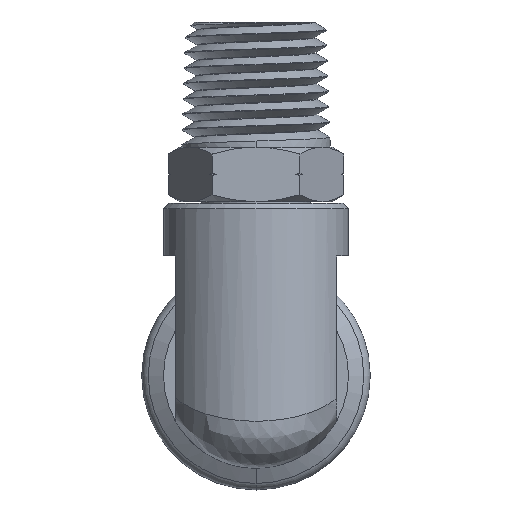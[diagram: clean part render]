
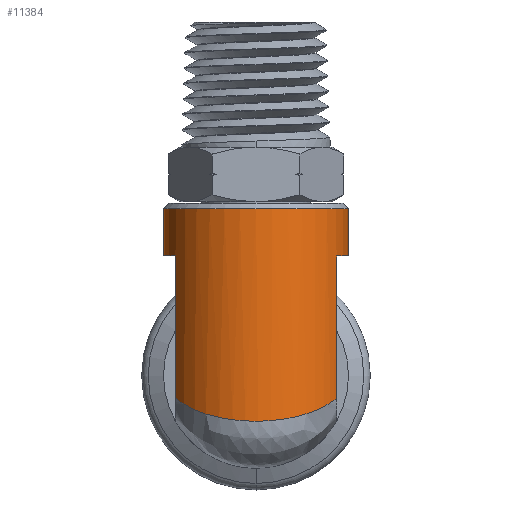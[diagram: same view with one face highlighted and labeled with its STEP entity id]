
A CAD part, front view. The second image highlights one B-rep face of the part: STEP entity #11384.
In plain terms, the highlighted cylindrical face has radius 8.5 mm (diameter 17 mm), a partial arc.
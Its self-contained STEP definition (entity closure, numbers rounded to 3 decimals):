
#1024 = VERTEX_POINT ( 'NONE', #10717 ) ;
#1461 = AXIS2_PLACEMENT_3D ( 'NONE', #21612, #6812, #24096 ) ;
#1596 = ORIENTED_EDGE ( 'NONE', *, *, #20710, .F. ) ;
#2365 = CARTESIAN_POINT ( 'NONE',  ( -7.401, -18.48, 11. ) ) ;
#2547 = CARTESIAN_POINT ( 'NONE',  ( 0., -14.3, 11. ) ) ;
#2812 = AXIS2_PLACEMENT_3D ( 'NONE', #2547, #19825, #5045 ) ;
#4064 = LINE ( 'NONE', #4331, #16436 ) ;
#4331 = CARTESIAN_POINT ( 'NONE',  ( 8.5, -14.3, 11. ) ) ;
#4988 = CARTESIAN_POINT ( 'NONE',  ( 0., -14.3, 15.35 ) ) ;
#5045 = DIRECTION ( 'NONE',  ( 1., 0., 0. ) ) ;
#5363 = LINE ( 'NONE', #2365, #11928 ) ;
#5502 = EDGE_CURVE ( 'NONE', #6452, #18833, #5363, .T. ) ;
#5832 = EDGE_CURVE ( 'NONE', #15523, #1024, #10310, .T. ) ;
#5931 = EDGE_CURVE ( 'NONE', #18833, #24621, #15733, .T. ) ;
#6260 = ORIENTED_EDGE ( 'NONE', *, *, #28315, .T. ) ;
#6452 = VERTEX_POINT ( 'NONE', #30129 ) ;
#6812 = DIRECTION ( 'NONE',  ( 0., 0., 1. ) ) ;
#6964 = EDGE_CURVE ( 'NONE', #1024, #26964, #28030, .T. ) ;
#7441 = DIRECTION ( 'NONE',  ( 1., 0., 0. ) ) ;
#7574 = VERTEX_POINT ( 'NONE', #30737 ) ;
#7964 = CARTESIAN_POINT ( 'NONE',  ( -3.731, -24.978, -5.251 ) ) ;
#8218 = AXIS2_PLACEMENT_3D ( 'NONE', #4988, #22248, #7441 ) ;
#8937 = CARTESIAN_POINT ( 'NONE',  ( -7.401, -18.48, -2.056 ) ) ;
#9552 = CARTESIAN_POINT ( 'NONE',  ( -8.5, -14.3, 11. ) ) ;
#10310 = CIRCLE ( 'NONE', #8218, 8.5 ) ;
#10395 = VECTOR ( 'NONE', #29969, 1000. ) ;
#10442 = CARTESIAN_POINT ( 'NONE',  ( 7.401, -18.48, -2.056 ) ) ;
#10717 = CARTESIAN_POINT ( 'NONE',  ( -8.5, -14.3, 15.35 ) ) ;
#10828 = DIRECTION ( 'NONE',  ( 0., 0., -1. ) ) ;
#11384 = ADVANCED_FACE ( 'NONE', ( #20255 ), #30253, .T. ) ;
#11928 = VECTOR ( 'NONE', #17190, 1000. ) ;
#12626 = CIRCLE ( 'NONE', #1461, 8.5 ) ;
#13378 = EDGE_CURVE ( 'NONE', #7574, #24621, #17804, .T. ) ;
#13916 = AXIS2_PLACEMENT_3D ( 'NONE', #14063, #13950, #24000 ) ;
#13950 = DIRECTION ( 'NONE',  ( 0., 0., -1. ) ) ;
#14063 = CARTESIAN_POINT ( 'NONE',  ( 0., -14.3, 11. ) ) ;
#14217 = ORIENTED_EDGE ( 'NONE', *, *, #6964, .T. ) ;
#14942 = VECTOR ( 'NONE', #10828, 1000. ) ;
#15262 = ORIENTED_EDGE ( 'NONE', *, *, #5502, .T. ) ;
#15523 = VERTEX_POINT ( 'NONE', #23581 ) ;
#15733 =( BOUNDED_CURVE ( )  B_SPLINE_CURVE ( 3, ( #25233, #7964, #22775, #10442 ),
 .UNSPECIFIED., .F., .F. ) 
 B_SPLINE_CURVE_WITH_KNOTS ( ( 4, 4 ),
 ( 5.227, 7.34 ),
 .UNSPECIFIED. ) 
 CURVE ( )  GEOMETRIC_REPRESENTATION_ITEM ( )  RATIONAL_B_SPLINE_CURVE ( ( 1., 0.661, 0.661, 1. ) ) 
 REPRESENTATION_ITEM ( '' )  );
#16436 = VECTOR ( 'NONE', #21600, 1000. ) ;
#16556 = ORIENTED_EDGE ( 'NONE', *, *, #13378, .F. ) ;
#16974 = EDGE_LOOP ( 'NONE', ( #1596, #29601, #14217, #31830, #15262, #17023, #16556, #6260 ) ) ;
#17023 = ORIENTED_EDGE ( 'NONE', *, *, #5931, .T. ) ;
#17190 = DIRECTION ( 'NONE',  ( 0., 0., -1. ) ) ;
#17804 = LINE ( 'NONE', #27485, #10395 ) ;
#18833 = VERTEX_POINT ( 'NONE', #8937 ) ;
#19825 = DIRECTION ( 'NONE',  ( 0., 0., 1. ) ) ;
#20255 = FACE_OUTER_BOUND ( 'NONE', #16974, .T. ) ;
#20710 = EDGE_CURVE ( 'NONE', #15523, #30714, #4064, .T. ) ;
#21021 = CARTESIAN_POINT ( 'NONE',  ( 7.401, -18.48, -2.056 ) ) ;
#21600 = DIRECTION ( 'NONE',  ( 0., 0., -1. ) ) ;
#21612 = CARTESIAN_POINT ( 'NONE',  ( 0., -14.3, 11. ) ) ;
#22248 = DIRECTION ( 'NONE',  ( 0., 0., -1. ) ) ;
#22558 = EDGE_CURVE ( 'NONE', #26964, #6452, #26251, .T. ) ;
#22775 = CARTESIAN_POINT ( 'NONE',  ( 3.731, -24.978, -5.251 ) ) ;
#23581 = CARTESIAN_POINT ( 'NONE',  ( 8.5, -14.3, 15.35 ) ) ;
#24000 = DIRECTION ( 'NONE',  ( -1., 0., 0. ) ) ;
#24096 = DIRECTION ( 'NONE',  ( 1., 0., 0. ) ) ;
#24621 = VERTEX_POINT ( 'NONE', #21021 ) ;
#25233 = CARTESIAN_POINT ( 'NONE',  ( -7.401, -18.48, -2.056 ) ) ;
#25918 = CARTESIAN_POINT ( 'NONE',  ( 8.5, -14.3, 11. ) ) ;
#26251 = CIRCLE ( 'NONE', #2812, 8.5 ) ;
#26964 = VERTEX_POINT ( 'NONE', #9552 ) ;
#27485 = CARTESIAN_POINT ( 'NONE',  ( 7.401, -18.48, 11. ) ) ;
#28030 = LINE ( 'NONE', #28076, #14942 ) ;
#28076 = CARTESIAN_POINT ( 'NONE',  ( -8.5, -14.3, 11. ) ) ;
#28315 = EDGE_CURVE ( 'NONE', #7574, #30714, #12626, .T. ) ;
#29601 = ORIENTED_EDGE ( 'NONE', *, *, #5832, .T. ) ;
#29969 = DIRECTION ( 'NONE',  ( 0., 0., -1. ) ) ;
#30129 = CARTESIAN_POINT ( 'NONE',  ( -7.401, -18.48, 11. ) ) ;
#30253 = CYLINDRICAL_SURFACE ( 'NONE', #13916, 8.5 ) ;
#30714 = VERTEX_POINT ( 'NONE', #25918 ) ;
#30737 = CARTESIAN_POINT ( 'NONE',  ( 7.401, -18.48, 11. ) ) ;
#31830 = ORIENTED_EDGE ( 'NONE', *, *, #22558, .T. ) ;
